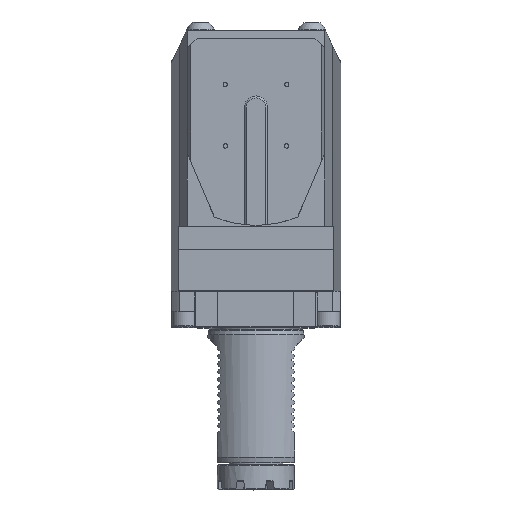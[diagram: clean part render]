
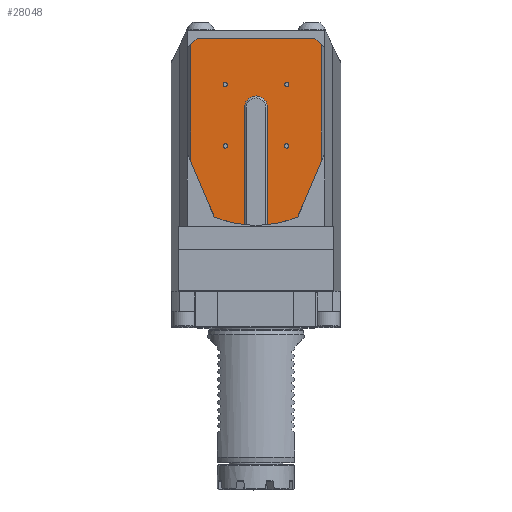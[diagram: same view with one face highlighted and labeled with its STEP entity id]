
A CAD part, top view. The second image highlights one B-rep face of the part: STEP entity #28048.
In plain terms, the highlighted planar face has unit normal (0, 0, 1).
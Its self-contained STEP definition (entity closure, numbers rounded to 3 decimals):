
#270 = EDGE_LOOP ( 'NONE', ( #15244 ) ) ;
#286 = DIRECTION ( 'NONE',  ( 0.707, -0.707, 0. ) ) ;
#388 = CARTESIAN_POINT ( 'NONE',  ( 6., 4., 71.5 ) ) ;
#392 = ORIENTED_EDGE ( 'NONE', *, *, #28811, .T. ) ;
#598 = EDGE_CURVE ( 'NONE', #27715, #8791, #5439, .T. ) ;
#752 = LINE ( 'NONE', #12538, #30619 ) ;
#992 = LINE ( 'NONE', #388, #28032 ) ;
#1042 = ORIENTED_EDGE ( 'NONE', *, *, #20991, .F. ) ;
#1277 = FACE_BOUND ( 'NONE', #22159, .T. ) ;
#1408 = AXIS2_PLACEMENT_3D ( 'NONE', #8056, #12679, #12840 ) ;
#1596 = CARTESIAN_POINT ( 'NONE',  ( 33.892, 36.608, 71.5 ) ) ;
#2198 = CARTESIAN_POINT ( 'NONE',  ( -15.91, 17.025, 71.5 ) ) ;
#2320 = DIRECTION ( 'NONE',  ( 0.707, 0.707, 0. ) ) ;
#2321 = ORIENTED_EDGE ( 'NONE', *, *, #25450, .F. ) ;
#2490 = EDGE_LOOP ( 'NONE', ( #29316 ) ) ;
#2690 = VERTEX_POINT ( 'NONE', #31443 ) ;
#2841 = AXIS2_PLACEMENT_3D ( 'NONE', #3626, #13328, #23141 ) ;
#3003 = CIRCLE ( 'NONE', #30388, 6. ) ;
#3210 = FACE_OUTER_BOUND ( 'NONE', #31200, .T. ) ;
#3577 = ORIENTED_EDGE ( 'NONE', *, *, #23716, .F. ) ;
#3626 = CARTESIAN_POINT ( 'NONE',  ( 0., 0., 71.5 ) ) ;
#3793 = CARTESIAN_POINT ( 'NONE',  ( -6., -56.683, 71.5 ) ) ;
#3922 = EDGE_CURVE ( 'NONE', #23042, #7384, #6116, .T. ) ;
#3948 = VERTEX_POINT ( 'NONE', #21114 ) ;
#4112 = VECTOR ( 'NONE', #29129, 1000. ) ;
#4710 = CIRCLE ( 'NONE', #5720, 1.116 ) ;
#5041 = DIRECTION ( 'NONE',  ( 0., 1., 0. ) ) ;
#5116 = AXIS2_PLACEMENT_3D ( 'NONE', #9758, #7392, #17231 ) ;
#5140 = CARTESIAN_POINT ( 'NONE',  ( 15.91, -15.91, 71.5 ) ) ;
#5201 = CARTESIAN_POINT ( 'NONE',  ( -6., 4., 71.5 ) ) ;
#5439 = LINE ( 'NONE', #22140, #4112 ) ;
#5720 = AXIS2_PLACEMENT_3D ( 'NONE', #5140, #7076, #9288 ) ;
#5914 = DIRECTION ( 'NONE',  ( 0., 1., 0. ) ) ;
#6116 = LINE ( 'NONE', #10910, #26351 ) ;
#6201 = CARTESIAN_POINT ( 'NONE',  ( 0., 57., 71.5 ) ) ;
#6333 = EDGE_LOOP ( 'NONE', ( #13174 ) ) ;
#6670 = CARTESIAN_POINT ( 'NONE',  ( 6., -56.683, 71.5 ) ) ;
#6948 = CARTESIAN_POINT ( 'NONE',  ( -30.5, 40., 71.5 ) ) ;
#7042 = EDGE_CURVE ( 'NONE', #23042, #27715, #14402, .T. ) ;
#7052 = CIRCLE ( 'NONE', #1408, 57. ) ;
#7076 = DIRECTION ( 'NONE',  ( 0., 0., -1. ) ) ;
#7384 = VERTEX_POINT ( 'NONE', #28828 ) ;
#7392 = DIRECTION ( 'NONE',  ( 0., 0., -1. ) ) ;
#7477 = CARTESIAN_POINT ( 'NONE',  ( -15.91, -15.91, 71.5 ) ) ;
#8056 = CARTESIAN_POINT ( 'NONE',  ( 0., 0., 71.5 ) ) ;
#8281 = DIRECTION ( 'NONE',  ( 0., -1., 0. ) ) ;
#8791 = VERTEX_POINT ( 'NONE', #24746 ) ;
#9288 = DIRECTION ( 'NONE',  ( 0., 1., 0. ) ) ;
#9358 = ORIENTED_EDGE ( 'NONE', *, *, #10491, .F. ) ;
#9499 = CARTESIAN_POINT ( 'NONE',  ( -30.5, 40., 71.5 ) ) ;
#9561 = VERTEX_POINT ( 'NONE', #19286 ) ;
#9713 = CARTESIAN_POINT ( 'NONE',  ( 35.5, -20., 71.5 ) ) ;
#9758 = CARTESIAN_POINT ( 'NONE',  ( -15.91, 15.91, 71.5 ) ) ;
#9888 = LINE ( 'NONE', #9713, #23319 ) ;
#9953 = VERTEX_POINT ( 'NONE', #1596 ) ;
#9988 = LINE ( 'NONE', #5201, #19015 ) ;
#10192 = DIRECTION ( 'NONE',  ( -0.391, -0.921, 0. ) ) ;
#10218 = CARTESIAN_POINT ( 'NONE',  ( -7.338, -86.344, 71.5 ) ) ;
#10461 = EDGE_CURVE ( 'NONE', #9561, #9561, #4710, .T. ) ;
#10491 = EDGE_CURVE ( 'NONE', #16101, #14121, #992, .T. ) ;
#10495 = CARTESIAN_POINT ( 'NONE',  ( 15.91, 15.91, 71.5 ) ) ;
#10585 = AXIS2_PLACEMENT_3D ( 'NONE', #7477, #17176, #17329 ) ;
#10763 = ORIENTED_EDGE ( 'NONE', *, *, #26242, .F. ) ;
#10831 = FACE_BOUND ( 'NONE', #2490, .T. ) ;
#10910 = CARTESIAN_POINT ( 'NONE',  ( -33.892, -20., 71.5 ) ) ;
#11379 = ORIENTED_EDGE ( 'NONE', *, *, #22469, .F. ) ;
#11556 = CARTESIAN_POINT ( 'NONE',  ( 33.892, 35., 71.5 ) ) ;
#11771 = CARTESIAN_POINT ( 'NONE',  ( 33.892, -23.787, 71.5 ) ) ;
#12381 = ORIENTED_EDGE ( 'NONE', *, *, #598, .F. ) ;
#12538 = CARTESIAN_POINT ( 'NONE',  ( 35.5, 35., 71.5 ) ) ;
#12679 = DIRECTION ( 'NONE',  ( 0., 0., -1. ) ) ;
#12818 = ORIENTED_EDGE ( 'NONE', *, *, #23327, .T. ) ;
#12840 = DIRECTION ( 'NONE',  ( 0., -1., 0. ) ) ;
#13174 = ORIENTED_EDGE ( 'NONE', *, *, #19832, .F. ) ;
#13328 = DIRECTION ( 'NONE',  ( 0., 0., -1. ) ) ;
#13523 = CARTESIAN_POINT ( 'NONE',  ( 21.599, -52.749, 71.5 ) ) ;
#14121 = VERTEX_POINT ( 'NONE', #16951 ) ;
#14317 = AXIS2_PLACEMENT_3D ( 'NONE', #6201, #17831, #8281 ) ;
#14402 = LINE ( 'NONE', #6948, #24057 ) ;
#15244 = ORIENTED_EDGE ( 'NONE', *, *, #17350, .T. ) ;
#16101 = VERTEX_POINT ( 'NONE', #6670 ) ;
#16535 = CIRCLE ( 'NONE', #2841, 57. ) ;
#16662 = VERTEX_POINT ( 'NONE', #2198 ) ;
#16738 = EDGE_CURVE ( 'NONE', #23743, #18468, #9888, .T. ) ;
#16941 = ORIENTED_EDGE ( 'NONE', *, *, #7042, .F. ) ;
#16951 = CARTESIAN_POINT ( 'NONE',  ( 6., 4., 71.5 ) ) ;
#17176 = DIRECTION ( 'NONE',  ( 0., 0., -1. ) ) ;
#17231 = DIRECTION ( 'NONE',  ( 0., 1., 0. ) ) ;
#17329 = DIRECTION ( 'NONE',  ( 0., 1., 0. ) ) ;
#17350 = EDGE_CURVE ( 'NONE', #16662, #16662, #20356, .T. ) ;
#17831 = DIRECTION ( 'NONE',  ( 0., 0., -1. ) ) ;
#17989 = PLANE ( 'NONE',  #14317 ) ;
#18468 = VERTEX_POINT ( 'NONE', #13523 ) ;
#18510 = CARTESIAN_POINT ( 'NONE',  ( -6., 4., 71.5 ) ) ;
#19015 = VECTOR ( 'NONE', #29687, 1000. ) ;
#19286 = CARTESIAN_POINT ( 'NONE',  ( 15.91, -14.794, 71.5 ) ) ;
#19471 = LINE ( 'NONE', #10218, #21264 ) ;
#19832 = EDGE_CURVE ( 'NONE', #3948, #3948, #20630, .T. ) ;
#20006 = CARTESIAN_POINT ( 'NONE',  ( 0., 4., 71.5 ) ) ;
#20198 = ORIENTED_EDGE ( 'NONE', *, *, #16738, .F. ) ;
#20356 = CIRCLE ( 'NONE', #5116, 1.116 ) ;
#20630 = CIRCLE ( 'NONE', #26683, 1.116 ) ;
#20991 = EDGE_CURVE ( 'NONE', #30031, #2690, #16535, .T. ) ;
#21114 = CARTESIAN_POINT ( 'NONE',  ( 15.91, 17.025, 71.5 ) ) ;
#21226 = DIRECTION ( 'NONE',  ( 0., 1., 0. ) ) ;
#21264 = VECTOR ( 'NONE', #24651, 1000. ) ;
#21738 = DIRECTION ( 'NONE',  ( 0., 0., 1. ) ) ;
#22140 = CARTESIAN_POINT ( 'NONE',  ( -30.5, 40., 71.5 ) ) ;
#22159 = EDGE_LOOP ( 'NONE', ( #12818 ) ) ;
#22469 = EDGE_CURVE ( 'NONE', #2690, #7384, #19471, .T. ) ;
#22581 = FACE_BOUND ( 'NONE', #270, .T. ) ;
#22802 = VECTOR ( 'NONE', #21226, 1000. ) ;
#22909 = EDGE_CURVE ( 'NONE', #14121, #25936, #3003, .T. ) ;
#23042 = VERTEX_POINT ( 'NONE', #28051 ) ;
#23141 = DIRECTION ( 'NONE',  ( 0., -1., 0. ) ) ;
#23154 = DIRECTION ( 'NONE',  ( 0., 1., 0. ) ) ;
#23256 = DIRECTION ( 'NONE',  ( 0., -1., 0. ) ) ;
#23319 = VECTOR ( 'NONE', #10192, 1000. ) ;
#23327 = EDGE_CURVE ( 'NONE', #28889, #28889, #24256, .T. ) ;
#23716 = EDGE_CURVE ( 'NONE', #18468, #16101, #7052, .T. ) ;
#23743 = VERTEX_POINT ( 'NONE', #11771 ) ;
#24057 = VECTOR ( 'NONE', #2320, 1000. ) ;
#24256 = CIRCLE ( 'NONE', #10585, 1.116 ) ;
#24651 = DIRECTION ( 'NONE',  ( -0.391, 0.921, 0. ) ) ;
#24746 = CARTESIAN_POINT ( 'NONE',  ( 30.5, 40., 71.5 ) ) ;
#24956 = FACE_BOUND ( 'NONE', #6333, .T. ) ;
#25450 = EDGE_CURVE ( 'NONE', #8791, #9953, #752, .T. ) ;
#25936 = VERTEX_POINT ( 'NONE', #18510 ) ;
#26124 = ORIENTED_EDGE ( 'NONE', *, *, #22909, .F. ) ;
#26157 = CARTESIAN_POINT ( 'NONE',  ( -15.91, -14.794, 71.5 ) ) ;
#26242 = EDGE_CURVE ( 'NONE', #25936, #30031, #9988, .T. ) ;
#26351 = VECTOR ( 'NONE', #23256, 1000. ) ;
#26683 = AXIS2_PLACEMENT_3D ( 'NONE', #10495, #27470, #23154 ) ;
#27470 = DIRECTION ( 'NONE',  ( 0., 0., 1. ) ) ;
#27715 = VERTEX_POINT ( 'NONE', #9499 ) ;
#28032 = VECTOR ( 'NONE', #5914, 1000. ) ;
#28048 = ADVANCED_FACE ( 'Defeature completata1_126', ( #24956, #22581, #1277, #10831, #3210 ), #17989, .F. ) ;
#28051 = CARTESIAN_POINT ( 'NONE',  ( -33.892, 36.608, 71.5 ) ) ;
#28184 = ORIENTED_EDGE ( 'NONE', *, *, #3922, .T. ) ;
#28211 = LINE ( 'NONE', #11556, #22802 ) ;
#28811 = EDGE_CURVE ( 'NONE', #23743, #9953, #28211, .T. ) ;
#28828 = CARTESIAN_POINT ( 'NONE',  ( -33.892, -23.787, 71.5 ) ) ;
#28889 = VERTEX_POINT ( 'NONE', #26157 ) ;
#29129 = DIRECTION ( 'NONE',  ( 1., 0., 0. ) ) ;
#29316 = ORIENTED_EDGE ( 'NONE', *, *, #10461, .T. ) ;
#29687 = DIRECTION ( 'NONE',  ( 0., -1., 0. ) ) ;
#30031 = VERTEX_POINT ( 'NONE', #3793 ) ;
#30388 = AXIS2_PLACEMENT_3D ( 'NONE', #20006, #21738, #5041 ) ;
#30619 = VECTOR ( 'NONE', #286, 1000. ) ;
#31200 = EDGE_LOOP ( 'NONE', ( #20198, #392, #2321, #12381, #16941, #28184, #11379, #1042, #10763, #26124, #9358, #3577 ) ) ;
#31443 = CARTESIAN_POINT ( 'NONE',  ( -21.599, -52.749, 71.5 ) ) ;
